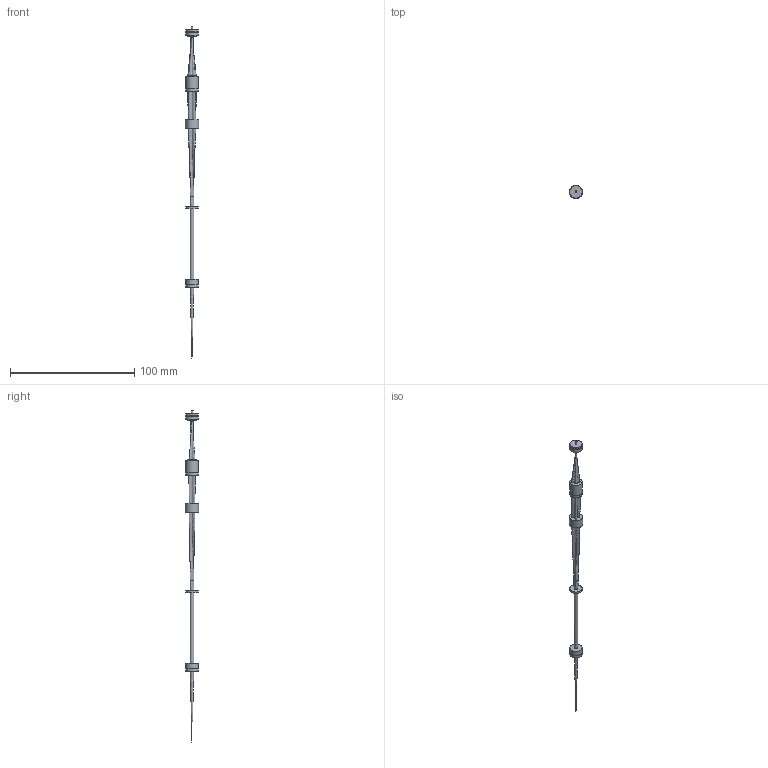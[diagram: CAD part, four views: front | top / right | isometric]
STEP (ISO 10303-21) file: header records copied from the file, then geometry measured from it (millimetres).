
FILE_DESCRIPTION ((), '1');
FILE_NAME ('ngs_wfs_5_w_relay_rev4.STP', '2010-03-24T09:47:58', ('Unknown'), ('Unknown'), 'HarmonyWare STEP v1.4.2', 'HarmonyWare Translators', '');
FILE_SCHEMA (('CONFIG_CONTROL_DESIGN'));
Length unit declared in the file: millimetre
Products named in the file (24): product-name
Bounding box: 10.73 x 10.73 x 266.74 mm (x, y, z)
Volume: 5113.5 mm3; surface area: 7146.2 mm2
Topology: 24 solids, 24 shells, 293 faces, 793 edges, 303 vertices
Faces by surface type: bspline 267, sphere 12, cylinder 7, plane 7
Full cylindrical faces by diameter (mm): 10 x6, 10.735 x1
Entity records: 11171 total; most frequent: CARTESIAN_POINT 5223, ORIENTED_EDGE 1088, EDGE_CURVE 544, B_SPLINE_CURVE_WITH_KNOTS 525, VERTEX_POINT 303, EDGE_LOOP 297, FACE_OUTER_BOUND 293, ADVANCED_FACE 293
